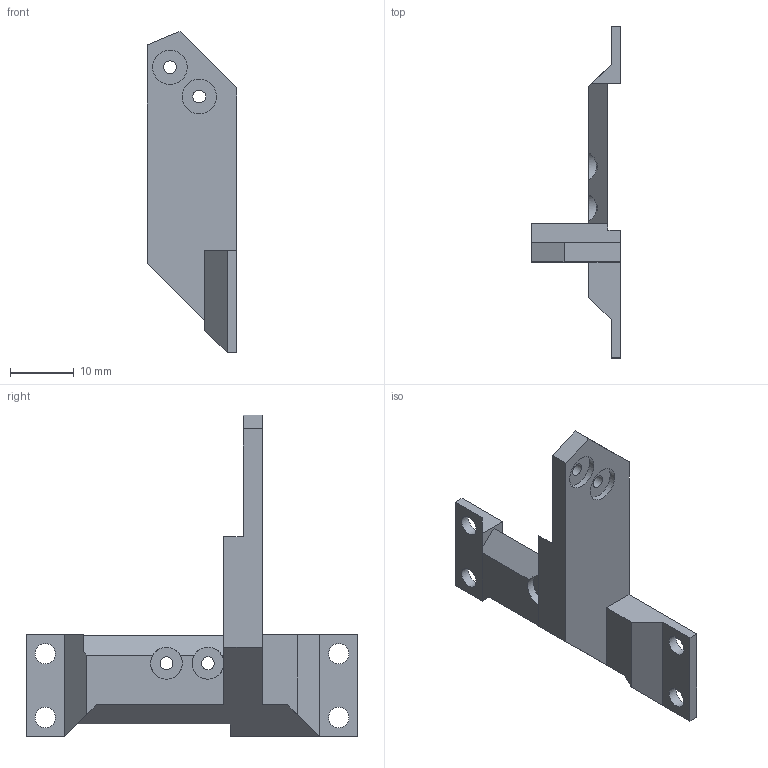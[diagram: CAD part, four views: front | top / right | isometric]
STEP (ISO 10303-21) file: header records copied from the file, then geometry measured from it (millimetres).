
FILE_DESCRIPTION(/* description */ (''),/* implementation_level */ '2;1');
FILE_NAME(/* name */ '',/* time_stamp */ '2025-07-18T09:19:37+08:00',/* author */ (''),/* organization */ (''),/* preprocessor_version */ 'ST-DEVELOPER v20.1',/* originating_system */ 'Autodesk Translation Framework v14.10.0.0',/* authorisation */ '');
FILE_SCHEMA (('AUTOMOTIVE_DESIGN { 1 0 10303 214 3 1 1 }'));
Length unit declared in the file: millimetre
Products named in the file (2): ROBOT; body
Assembly tree (1 placements, depth 2):
  ROBOT
    body
Bounding box: 14 x 52 x 50.36 mm (x, y, z)
Volume: 3883.5 mm3; surface area: 3324.6 mm2
Topology: 1 solids, 1 shells, 45 faces, 120 edges, 79 vertices
Faces by surface type: plane 33, cylinder 12
Full cylindrical faces by diameter (mm): 2 x4, 3.2 x4, 5 x2, 5.4 x2
Entity records: 1491 total; most frequent: CARTESIAN_POINT 247, DIRECTION 245, ORIENTED_EDGE 240, EDGE_CURVE 120, LINE 91, VECTOR 91, VERTEX_POINT 79, AXIS2_PLACEMENT_3D 77
